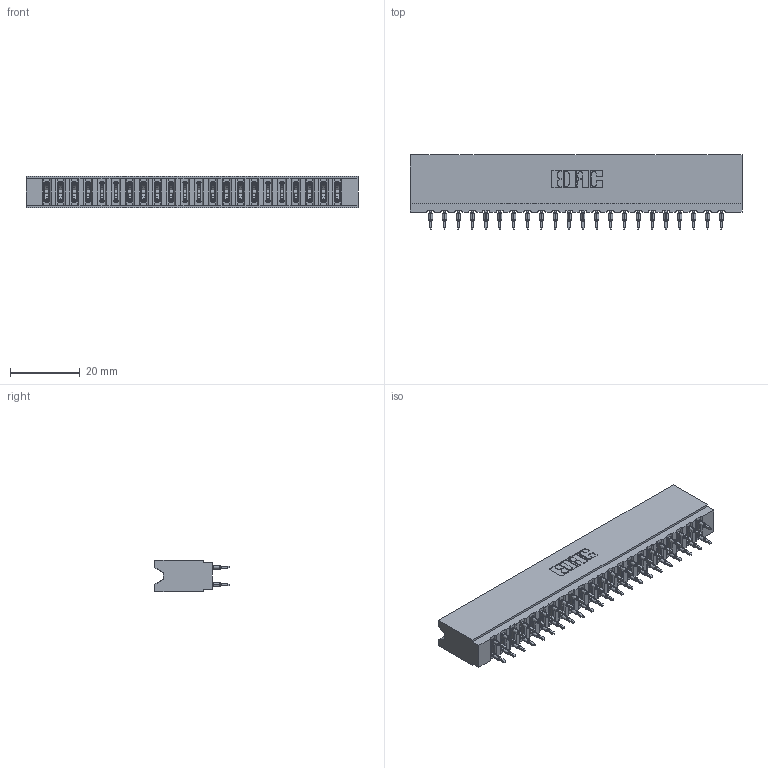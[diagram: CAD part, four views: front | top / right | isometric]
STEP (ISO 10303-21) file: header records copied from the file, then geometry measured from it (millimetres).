
FILE_DESCRIPTION (( 'STEP AP203' ), '1' );
FILE_NAME ('737-044-520-206.STEP', '2026-03-05T23:08:51', ( '' ), ( '' ), 'SwSTEP 2.0', 'SolidWorks 2023', '' );
FILE_SCHEMA (( 'CONFIG_CONTROL_DESIGN' ));
Length unit declared in the file: millimetre
Products named in the file (3): 737-044-520-206; 745-292-001_520; 737 Part_Insulator Option - 06
Assembly tree (45 placements, depth 2):
  737-044-520-206
    737 Part_Insulator Option - 06
    745-292-001_520  x44
Bounding box: 95.05 x 21.22 x 8.89 mm (x, y, z)
Volume: 9403.3 mm3; surface area: 13362.3 mm2
Topology: 45 solids, 45 shells, 4055 faces, 10905 edges, 6858 vertices
Faces by surface type: plane 2101, bspline 880, cylinder 810, torus 264
Entity records: 40481 total; most frequent: CARTESIAN_POINT 7536, ORIENTED_EDGE 6932, DIRECTION 6068, EDGE_CURVE 3466, VECTOR 3152, LINE 3152, VERTEX_POINT 2214, AXIS2_PLACEMENT_3D 1458
